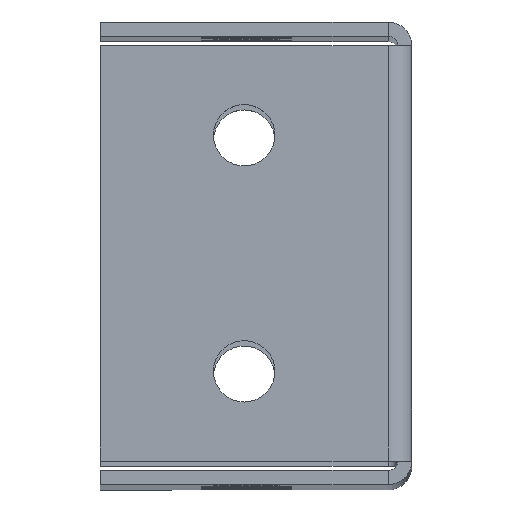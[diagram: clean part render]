
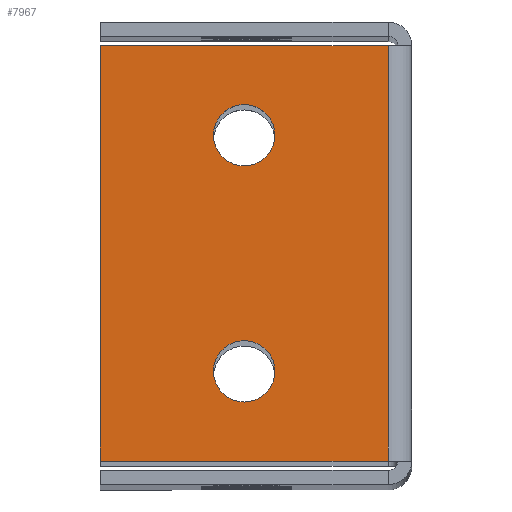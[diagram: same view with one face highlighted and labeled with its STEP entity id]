
A CAD part, top view. The second image highlights one B-rep face of the part: STEP entity #7967.
In plain terms, the highlighted planar face has unit normal (0, 0, 1).
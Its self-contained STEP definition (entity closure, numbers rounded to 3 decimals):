
#83 = DIRECTION ( 'NONE',  ( 0., 0., -1. ) ) ;
#176 = CARTESIAN_POINT ( 'NONE',  ( -11., -46.5, 326.5 ) ) ;
#344 = EDGE_CURVE ( 'NONE', #3993, #6087, #941, .T. ) ;
#739 = AXIS2_PLACEMENT_3D ( 'NONE', #6798, #3921, #3963 ) ;
#860 = EDGE_CURVE ( 'NONE', #6087, #6516, #2471, .T. ) ;
#941 = LINE ( 'NONE', #3549, #7091 ) ;
#1014 = ORIENTED_EDGE ( 'NONE', *, *, #2928, .T. ) ;
#1218 = DIRECTION ( 'NONE',  ( 0., 0., -1. ) ) ;
#1394 = VERTEX_POINT ( 'NONE', #6951 ) ;
#1437 = VERTEX_POINT ( 'NONE', #5922 ) ;
#1818 = ORIENTED_EDGE ( 'NONE', *, *, #7920, .T. ) ;
#1931 = DIRECTION ( 'NONE',  ( 1., 0., 0. ) ) ;
#1945 = ORIENTED_EDGE ( 'NONE', *, *, #6000, .F. ) ;
#2233 = AXIS2_PLACEMENT_3D ( 'NONE', #6763, #8766, #5296 ) ;
#2240 = CIRCLE ( 'NONE', #2233, 3.25 ) ;
#2471 = LINE ( 'NONE', #7198, #7673 ) ;
#2534 = EDGE_LOOP ( 'NONE', ( #1014, #7572 ) ) ;
#2641 = CARTESIAN_POINT ( 'NONE',  ( 4.25, -12., 326.5 ) ) ;
#2756 = CARTESIAN_POINT ( 'NONE',  ( 19.5, -46.5, 326.5 ) ) ;
#2787 = ORIENTED_EDGE ( 'NONE', *, *, #6385, .T. ) ;
#2850 = ORIENTED_EDGE ( 'NONE', *, *, #344, .T. ) ;
#2928 = EDGE_CURVE ( 'NONE', #3108, #1394, #7585, .T. ) ;
#2989 = AXIS2_PLACEMENT_3D ( 'NONE', #7606, #83, #8353 ) ;
#3108 = VERTEX_POINT ( 'NONE', #4706 ) ;
#3351 = FACE_BOUND ( 'NONE', #2534, .T. ) ;
#3395 = FACE_BOUND ( 'NONE', #7346, .T. ) ;
#3443 = PLANE ( 'NONE',  #739 ) ;
#3482 = DIRECTION ( 'NONE',  ( -1., 0., 0. ) ) ;
#3549 = CARTESIAN_POINT ( 'NONE',  ( 0., -2.5, 326.5 ) ) ;
#3921 = DIRECTION ( 'NONE',  ( 0., 0., -1. ) ) ;
#3963 = DIRECTION ( 'NONE',  ( -1., 0., 0. ) ) ;
#3993 = VERTEX_POINT ( 'NONE', #4436 ) ;
#4067 = VECTOR ( 'NONE', #7306, 1000. ) ;
#4270 = CARTESIAN_POINT ( 'NONE',  ( 4.25, -37., 326.5 ) ) ;
#4436 = CARTESIAN_POINT ( 'NONE',  ( 19.5, -2.5, 326.5 ) ) ;
#4448 = CIRCLE ( 'NONE', #4746, 3.25 ) ;
#4580 = CARTESIAN_POINT ( 'NONE',  ( 0., -46.5, 326.5 ) ) ;
#4706 = CARTESIAN_POINT ( 'NONE',  ( 1., -37., 326.5 ) ) ;
#4746 = AXIS2_PLACEMENT_3D ( 'NONE', #2641, #1218, #5335 ) ;
#4767 = FACE_OUTER_BOUND ( 'NONE', #7984, .T. ) ;
#5043 = DIRECTION ( 'NONE',  ( -1., 0., 0. ) ) ;
#5296 = DIRECTION ( 'NONE',  ( -1., 0., 0. ) ) ;
#5335 = DIRECTION ( 'NONE',  ( -1., 0., 0. ) ) ;
#5619 = ORIENTED_EDGE ( 'NONE', *, *, #6876, .T. ) ;
#5869 = VERTEX_POINT ( 'NONE', #6534 ) ;
#5922 = CARTESIAN_POINT ( 'NONE',  ( 19.5, -46.5, 326.5 ) ) ;
#5974 = LINE ( 'NONE', #2756, #4067 ) ;
#6000 = EDGE_CURVE ( 'NONE', #3993, #1437, #5974, .T. ) ;
#6087 = VERTEX_POINT ( 'NONE', #6988 ) ;
#6089 = LINE ( 'NONE', #4580, #8094 ) ;
#6385 = EDGE_CURVE ( 'NONE', #7709, #5869, #2240, .T. ) ;
#6470 = ORIENTED_EDGE ( 'NONE', *, *, #860, .T. ) ;
#6516 = VERTEX_POINT ( 'NONE', #176 ) ;
#6534 = CARTESIAN_POINT ( 'NONE',  ( 1., -12., 326.5 ) ) ;
#6763 = CARTESIAN_POINT ( 'NONE',  ( 4.25, -12., 326.5 ) ) ;
#6798 = CARTESIAN_POINT ( 'NONE',  ( 0., 0., 326.5 ) ) ;
#6856 = CARTESIAN_POINT ( 'NONE',  ( 7.5, -12., 326.5 ) ) ;
#6876 = EDGE_CURVE ( 'NONE', #5869, #7709, #4448, .T. ) ;
#6951 = CARTESIAN_POINT ( 'NONE',  ( 7.5, -37., 326.5 ) ) ;
#6988 = CARTESIAN_POINT ( 'NONE',  ( -11., -2.5, 326.5 ) ) ;
#7091 = VECTOR ( 'NONE', #5043, 1000. ) ;
#7198 = CARTESIAN_POINT ( 'NONE',  ( -11., 0., 326.5 ) ) ;
#7306 = DIRECTION ( 'NONE',  ( 0., -1., 0. ) ) ;
#7346 = EDGE_LOOP ( 'NONE', ( #5619, #2787 ) ) ;
#7572 = ORIENTED_EDGE ( 'NONE', *, *, #8020, .T. ) ;
#7585 = CIRCLE ( 'NONE', #7864, 3.25 ) ;
#7606 = CARTESIAN_POINT ( 'NONE',  ( 4.25, -37., 326.5 ) ) ;
#7673 = VECTOR ( 'NONE', #7876, 1000. ) ;
#7709 = VERTEX_POINT ( 'NONE', #6856 ) ;
#7864 = AXIS2_PLACEMENT_3D ( 'NONE', #4270, #8224, #3482 ) ;
#7876 = DIRECTION ( 'NONE',  ( 0., -1., 0. ) ) ;
#7920 = EDGE_CURVE ( 'NONE', #6516, #1437, #6089, .T. ) ;
#7967 = ADVANCED_FACE ( 'NONE', ( #3351, #3395, #4767 ), #3443, .F. ) ;
#7984 = EDGE_LOOP ( 'NONE', ( #1945, #2850, #6470, #1818 ) ) ;
#8020 = EDGE_CURVE ( 'NONE', #1394, #3108, #8514, .T. ) ;
#8094 = VECTOR ( 'NONE', #1931, 1000. ) ;
#8224 = DIRECTION ( 'NONE',  ( 0., 0., -1. ) ) ;
#8353 = DIRECTION ( 'NONE',  ( -1., 0., 0. ) ) ;
#8514 = CIRCLE ( 'NONE', #2989, 3.25 ) ;
#8766 = DIRECTION ( 'NONE',  ( 0., 0., -1. ) ) ;
